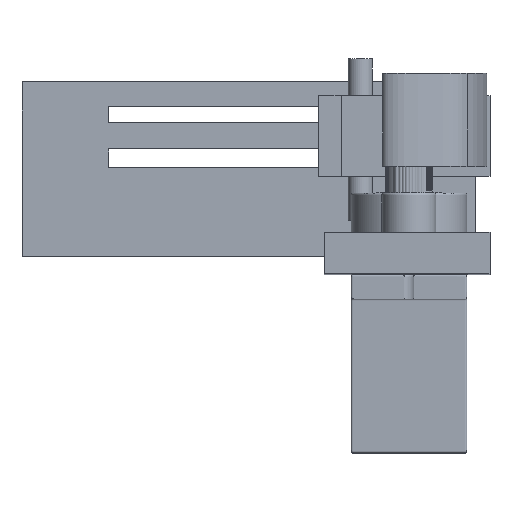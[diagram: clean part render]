
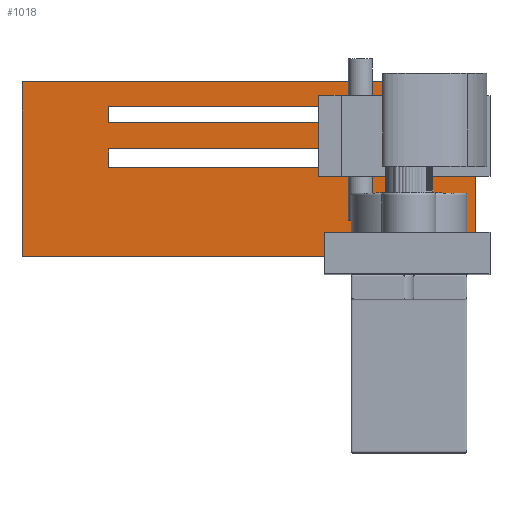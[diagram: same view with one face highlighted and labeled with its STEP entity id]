
A CAD part, top view. The second image highlights one B-rep face of the part: STEP entity #1018.
In plain terms, the highlighted planar face has unit normal (0, 0, 1).
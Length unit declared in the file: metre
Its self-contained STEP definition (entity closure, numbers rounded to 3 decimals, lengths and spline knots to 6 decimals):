
#231=ORIENTED_EDGE('',*,*,#421,.F.);
#232=ORIENTED_EDGE('',*,*,#422,.T.);
#233=ORIENTED_EDGE('',*,*,#387,.T.);
#234=ORIENTED_EDGE('',*,*,#400,.F.);
#235=ORIENTED_EDGE('',*,*,#403,.F.);
#236=ORIENTED_EDGE('',*,*,#406,.T.);
#237=ORIENTED_EDGE('',*,*,#409,.T.);
#238=ORIENTED_EDGE('',*,*,#412,.F.);
#239=ORIENTED_EDGE('',*,*,#415,.F.);
#240=ORIENTED_EDGE('',*,*,#418,.T.);
#241=ORIENTED_EDGE('',*,*,#420,.F.);
#242=ORIENTED_EDGE('',*,*,#390,.F.);
#243=ORIENTED_EDGE('',*,*,#394,.T.);
#244=ORIENTED_EDGE('',*,*,#397,.T.);
#387=EDGE_CURVE('',#498,#500,#609,.T.);
#390=EDGE_CURVE('',#503,#504,#612,.T.);
#394=EDGE_CURVE('',#503,#506,#616,.T.);
#397=EDGE_CURVE('',#506,#508,#619,.T.);
#400=EDGE_CURVE('',#510,#500,#622,.T.);
#403=EDGE_CURVE('',#512,#510,#625,.T.);
#406=EDGE_CURVE('',#512,#514,#628,.T.);
#409=EDGE_CURVE('',#514,#516,#631,.T.);
#412=EDGE_CURVE('',#518,#516,#634,.T.);
#415=EDGE_CURVE('',#520,#518,#637,.T.);
#418=EDGE_CURVE('',#520,#522,#640,.T.);
#420=EDGE_CURVE('',#504,#522,#642,.T.);
#421=EDGE_CURVE('',#523,#508,#643,.T.);
#422=EDGE_CURVE('',#523,#498,#644,.T.);
#498=VERTEX_POINT('',#1652);
#500=VERTEX_POINT('',#1656);
#503=VERTEX_POINT('',#1663);
#504=VERTEX_POINT('',#1665);
#506=VERTEX_POINT('',#1671);
#508=VERTEX_POINT('',#1677);
#510=VERTEX_POINT('',#1683);
#512=VERTEX_POINT('',#1689);
#514=VERTEX_POINT('',#1695);
#516=VERTEX_POINT('',#1701);
#518=VERTEX_POINT('',#1707);
#520=VERTEX_POINT('',#1713);
#522=VERTEX_POINT('',#1719);
#523=VERTEX_POINT('',#1726);
#609=LINE('',#1657,#739);
#612=LINE('',#1664,#742);
#616=LINE('',#1672,#746);
#619=LINE('',#1678,#749);
#622=LINE('',#1684,#752);
#625=LINE('',#1690,#755);
#628=LINE('',#1696,#758);
#631=LINE('',#1702,#761);
#634=LINE('',#1708,#764);
#637=LINE('',#1714,#767);
#640=LINE('',#1720,#770);
#642=LINE('',#1723,#772);
#643=LINE('',#1725,#773);
#644=LINE('',#1727,#774);
#739=VECTOR('',#1289,1.);
#742=VECTOR('',#1294,1.);
#746=VECTOR('',#1300,1.);
#749=VECTOR('',#1305,1.);
#752=VECTOR('',#1310,1.);
#755=VECTOR('',#1315,1.);
#758=VECTOR('',#1320,1.);
#761=VECTOR('',#1325,1.);
#764=VECTOR('',#1330,1.);
#767=VECTOR('',#1335,1.);
#770=VECTOR('',#1340,1.);
#772=VECTOR('',#1344,1.);
#773=VECTOR('',#1347,1.);
#774=VECTOR('',#1348,1.);
#848=EDGE_LOOP('',(#231,#232,#233,#234,#235,#236,#237,#238,#239,#240,#241,
#242,#243,#244));
#910=FACE_BOUND('',#848,.T.);
#963=PLANE('',#1131);
#1018=ADVANCED_FACE('',(#910),#963,.T.);
#1131=AXIS2_PLACEMENT_3D('',#1724,#1345,#1346);
#1289=DIRECTION('',(0.,1.,0.));
#1294=DIRECTION('',(1.,0.,0.));
#1300=DIRECTION('',(0.,-1.,0.));
#1305=DIRECTION('',(1.,0.,0.));
#1310=DIRECTION('',(1.,0.,0.));
#1315=DIRECTION('',(0.,-1.,0.));
#1320=DIRECTION('',(1.,0.,0.));
#1325=DIRECTION('',(0.,1.,0.));
#1330=DIRECTION('',(1.,0.,0.));
#1335=DIRECTION('',(0.,-1.,0.));
#1340=DIRECTION('',(1.,0.,0.));
#1344=DIRECTION('',(0.,-1.,0.));
#1345=DIRECTION('',(0.,0.,1.));
#1346=DIRECTION('',(1.,0.,0.));
#1347=DIRECTION('',(0.,-1.,0.));
#1348=DIRECTION('',(1.,0.,0.));
#1652=CARTESIAN_POINT('',(0.033355,-0.01143,0.002));
#1656=CARTESIAN_POINT('',(0.033355,-0.004643,0.002));
#1657=CARTESIAN_POINT('',(0.033355,-0.009282,0.002));
#1663=CARTESIAN_POINT('',(-0.013752,0.004233,0.002));
#1664=CARTESIAN_POINT('',(0.014305,0.004233,0.002));
#1665=CARTESIAN_POINT('',(0.033355,0.004233,0.002));
#1671=CARTESIAN_POINT('',(-0.013752,-0.013921,0.002));
#1672=CARTESIAN_POINT('',(-0.013752,-0.004844,0.002));
#1677=CARTESIAN_POINT('',(0.017605,-0.013921,0.002));
#1678=CARTESIAN_POINT('',(-0.009249,-0.013921,0.002));
#1683=CARTESIAN_POINT('',(-0.004745,-0.004643,0.002));
#1684=CARTESIAN_POINT('',(0.014305,-0.004643,0.002));
#1689=CARTESIAN_POINT('',(-0.004745,-0.002731,0.002));
#1690=CARTESIAN_POINT('',(-0.004745,-0.003687,0.002));
#1695=CARTESIAN_POINT('',(0.033355,-0.002731,0.002));
#1696=CARTESIAN_POINT('',(0.014305,-0.002731,0.002));
#1701=CARTESIAN_POINT('',(0.033355,0.,0.002));
#1702=CARTESIAN_POINT('',(0.033355,-0.001366,0.002));
#1707=CARTESIAN_POINT('',(-0.004745,0.,0.002));
#1708=CARTESIAN_POINT('',(0.014305,0.,0.002));
#1713=CARTESIAN_POINT('',(-0.004745,0.001707,0.002));
#1714=CARTESIAN_POINT('',(-0.004745,0.000853,0.002));
#1719=CARTESIAN_POINT('',(0.033355,0.001707,0.002));
#1720=CARTESIAN_POINT('',(0.014305,0.001707,0.002));
#1723=CARTESIAN_POINT('',(0.033355,0.00297,0.002));
#1724=CARTESIAN_POINT('',(0.009801,-0.004844,0.002));
#1725=CARTESIAN_POINT('',(0.017605,-0.004844,0.002));
#1726=CARTESIAN_POINT('',(0.017605,-0.01143,0.002));
#1727=CARTESIAN_POINT('',(0.009801,-0.01143,0.002));
